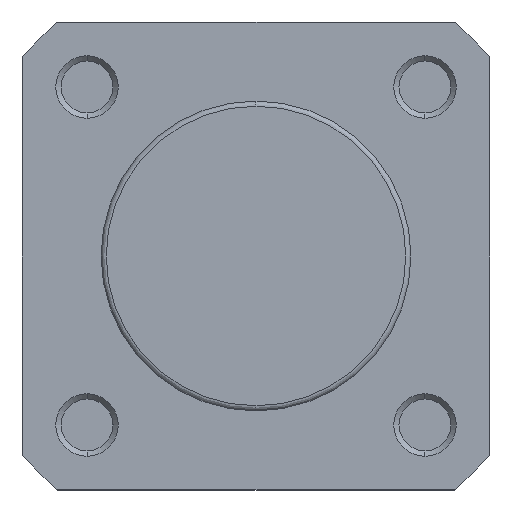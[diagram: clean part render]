
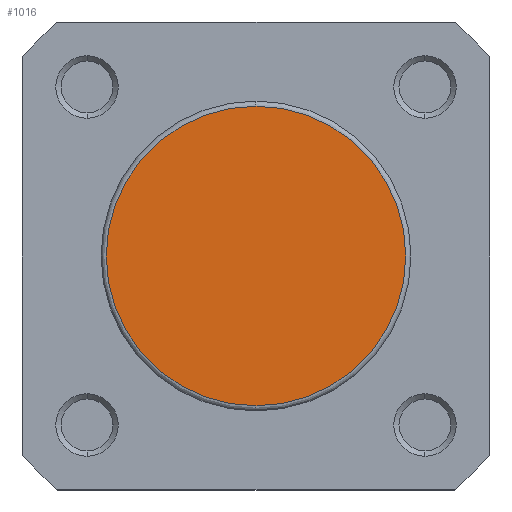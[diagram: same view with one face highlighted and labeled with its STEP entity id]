
A CAD part, left-side view. The second image highlights one B-rep face of the part: STEP entity #1016.
In plain terms, the highlighted planar face has unit normal (-1, 0, 0).
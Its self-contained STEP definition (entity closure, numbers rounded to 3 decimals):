
#611 = ORIENTED_EDGE ( 'NONE', *, *, #5293, .T. ) ;
#612 = ORIENTED_EDGE ( 'NONE', *, *, #5215, .T. ) ;
#720 = EDGE_LOOP ( 'NONE', ( #611, #612 ) ) ;
#1016 = ADVANCED_FACE ( 'NONE', ( #3112 ), #1501, .T. ) ;
#1500 = CARTESIAN_POINT ( 'NONE',  ( 0., -14.9, 0. ) ) ;
#1501 = PLANE ( 'NONE',  #5436 ) ;
#1502 = DIRECTION ( 'NONE',  ( -1., 0., 0. ) ) ;
#1503 = DIRECTION ( 'NONE',  ( 0., 0., 1. ) ) ;
#2784 = AXIS2_PLACEMENT_3D ( 'NONE', #4611, #4612, #4613 ) ;
#2834 = AXIS2_PLACEMENT_3D ( 'NONE', #4802, #4813, #4814 ) ;
#2881 = VERTEX_POINT ( 'NONE', #4053 ) ;
#2997 = VERTEX_POINT ( 'NONE', #4238 ) ;
#3112 = FACE_OUTER_BOUND ( 'NONE', #720, .T. ) ;
#3745 = CIRCLE ( 'NONE', #2784, 14.4 ) ;
#3856 = CIRCLE ( 'NONE', #2834, 14.4 ) ;
#4053 = CARTESIAN_POINT ( 'NONE',  ( 0., 0., 14.4 ) ) ;
#4238 = CARTESIAN_POINT ( 'NONE',  ( 0., 0., -14.4 ) ) ;
#4611 = CARTESIAN_POINT ( 'NONE',  ( 0., 0., 0. ) ) ;
#4612 = DIRECTION ( 'NONE',  ( -1., 0., 0. ) ) ;
#4613 = DIRECTION ( 'NONE',  ( 0., 0., 1. ) ) ;
#4802 = CARTESIAN_POINT ( 'NONE',  ( 0., 0., 0. ) ) ;
#4813 = DIRECTION ( 'NONE',  ( -1., 0., 0. ) ) ;
#4814 = DIRECTION ( 'NONE',  ( 0., 0., 1. ) ) ;
#5215 = EDGE_CURVE ( 'NONE', #2997, #2881, #3745, .T. ) ;
#5293 = EDGE_CURVE ( 'NONE', #2881, #2997, #3856, .T. ) ;
#5436 = AXIS2_PLACEMENT_3D ( 'NONE', #1500, #1502, #1503 ) ;
